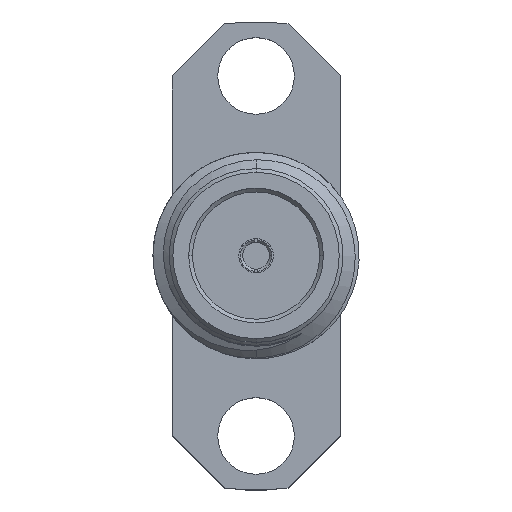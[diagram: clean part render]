
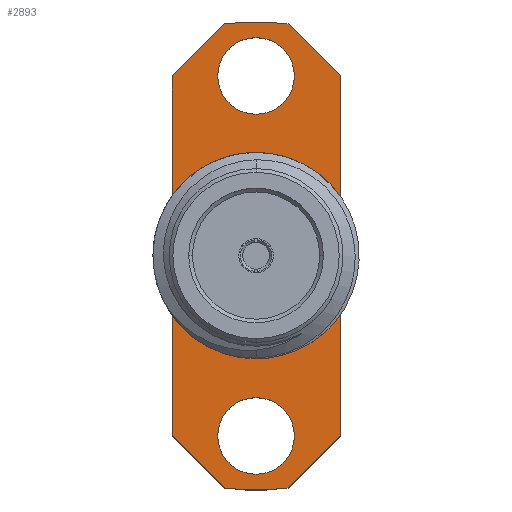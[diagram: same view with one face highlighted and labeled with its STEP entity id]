
A CAD part, top view. The second image highlights one B-rep face of the part: STEP entity #2893.
In plain terms, the highlighted planar face has unit normal (0, 0, 1).
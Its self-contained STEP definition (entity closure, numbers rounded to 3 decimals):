
#10 = CARTESIAN_POINT ( 'NONE',  ( 1.3, 6.11, 0. ) ) ;
#12 = DIRECTION ( 'NONE',  ( 1., 0., 0. ) ) ;
#37 = CARTESIAN_POINT ( 'NONE',  ( -1.3, -6.11, 0. ) ) ;
#41 = CARTESIAN_POINT ( 'NONE',  ( 2.85, 6.11, 0. ) ) ;
#124 = CARTESIAN_POINT ( 'NONE',  ( 0., 0., 0. ) ) ;
#130 = VERTEX_POINT ( 'NONE', #377 ) ;
#147 = AXIS2_PLACEMENT_3D ( 'NONE', #404, #799, #1155 ) ;
#161 = VERTEX_POINT ( 'NONE', #3361 ) ;
#209 = DIRECTION ( 'NONE',  ( 1., 0., 0. ) ) ;
#239 = ORIENTED_EDGE ( 'NONE', *, *, #3591, .F. ) ;
#243 = EDGE_CURVE ( 'NONE', #4001, #2902, #1510, .T. ) ;
#310 = FACE_BOUND ( 'NONE', #1868, .T. ) ;
#328 = VERTEX_POINT ( 'NONE', #873 ) ;
#371 = CARTESIAN_POINT ( 'NONE',  ( 2.85, -6.11, 0. ) ) ;
#372 = EDGE_LOOP ( 'NONE', ( #2978, #418 ) ) ;
#377 = CARTESIAN_POINT ( 'NONE',  ( 0., -2.675, 0. ) ) ;
#382 = DIRECTION ( 'NONE',  ( 0., 0., 1. ) ) ;
#404 = CARTESIAN_POINT ( 'NONE',  ( 0., -6.11, 0. ) ) ;
#410 = CARTESIAN_POINT ( 'NONE',  ( 2.85, -7.422, 0. ) ) ;
#418 = ORIENTED_EDGE ( 'NONE', *, *, #2779, .F. ) ;
#419 = FACE_BOUND ( 'NONE', #372, .T. ) ;
#488 = FACE_OUTER_BOUND ( 'NONE', #4316, .T. ) ;
#555 = CARTESIAN_POINT ( 'NONE',  ( 0., 0., 0. ) ) ;
#603 = EDGE_CURVE ( 'NONE', #898, #4570, #2831, .T. ) ;
#618 = ORIENTED_EDGE ( 'NONE', *, *, #1979, .T. ) ;
#720 = CARTESIAN_POINT ( 'NONE',  ( 0., -6.11, 0. ) ) ;
#799 = DIRECTION ( 'NONE',  ( 0., 0., 1. ) ) ;
#812 = DIRECTION ( 'NONE',  ( 0., 1., 0. ) ) ;
#856 = EDGE_CURVE ( 'NONE', #3764, #4442, #2898, .T. ) ;
#873 = CARTESIAN_POINT ( 'NONE',  ( 2.85, -6.11, 0. ) ) ;
#898 = VERTEX_POINT ( 'NONE', #2906 ) ;
#949 = ORIENTED_EDGE ( 'NONE', *, *, #3408, .T. ) ;
#991 = DIRECTION ( 'NONE',  ( 0., 0., 1. ) ) ;
#1050 = AXIS2_PLACEMENT_3D ( 'NONE', #1733, #991, #3553 ) ;
#1059 = VERTEX_POINT ( 'NONE', #10 ) ;
#1112 = ORIENTED_EDGE ( 'NONE', *, *, #3388, .F. ) ;
#1155 = DIRECTION ( 'NONE',  ( 1., 0., 0. ) ) ;
#1177 = VECTOR ( 'NONE', #812, 1000. ) ;
#1245 = DIRECTION ( 'NONE',  ( 1., 0., 0. ) ) ;
#1247 = LINE ( 'NONE', #371, #2294 ) ;
#1286 = FACE_BOUND ( 'NONE', #3608, .T. ) ;
#1318 = CARTESIAN_POINT ( 'NONE',  ( 1.084, 7.876, 0. ) ) ;
#1332 = ORIENTED_EDGE ( 'NONE', *, *, #1652, .T. ) ;
#1352 = DIRECTION ( 'NONE',  ( 0., 0., 1. ) ) ;
#1437 = CARTESIAN_POINT ( 'NONE',  ( -2.85, 6.11, 0. ) ) ;
#1510 = CIRCLE ( 'NONE', #2267, 7.95 ) ;
#1522 = EDGE_CURVE ( 'NONE', #2934, #130, #3070, .T. ) ;
#1568 = DIRECTION ( 'NONE',  ( 0., 0., 1. ) ) ;
#1643 = VERTEX_POINT ( 'NONE', #2213 ) ;
#1652 = EDGE_CURVE ( 'NONE', #4705, #161, #3767, .T. ) ;
#1707 = CARTESIAN_POINT ( 'NONE',  ( -1.3, 6.11, 0. ) ) ;
#1733 = CARTESIAN_POINT ( 'NONE',  ( 0., 6.11, 0. ) ) ;
#1747 = VECTOR ( 'NONE', #3430, 1000. ) ;
#1834 = CARTESIAN_POINT ( 'NONE',  ( -2.85, -7.422, 0. ) ) ;
#1868 = EDGE_LOOP ( 'NONE', ( #239, #4165 ) ) ;
#1932 = ORIENTED_EDGE ( 'NONE', *, *, #243, .T. ) ;
#1946 = EDGE_CURVE ( 'NONE', #161, #3764, #3983, .T. ) ;
#1979 = EDGE_CURVE ( 'NONE', #2902, #328, #1247, .T. ) ;
#2032 = LINE ( 'NONE', #41, #1747 ) ;
#2079 = EDGE_CURVE ( 'NONE', #4001, #4442, #4325, .T. ) ;
#2095 = CIRCLE ( 'NONE', #3481, 1.3 ) ;
#2210 = DIRECTION ( 'NONE',  ( 1., 0., 0. ) ) ;
#2213 = CARTESIAN_POINT ( 'NONE',  ( 2.85, 6.11, 0. ) ) ;
#2245 = DIRECTION ( 'NONE',  ( 0., 0., 1. ) ) ;
#2252 = DIRECTION ( 'NONE',  ( -0.707, -0.707, 0. ) ) ;
#2258 = CARTESIAN_POINT ( 'NONE',  ( 0., 0., 0. ) ) ;
#2267 = AXIS2_PLACEMENT_3D ( 'NONE', #555, #4220, #1245 ) ;
#2287 = CIRCLE ( 'NONE', #2962, 2.675 ) ;
#2294 = VECTOR ( 'NONE', #2621, 1000. ) ;
#2417 = EDGE_CURVE ( 'NONE', #130, #2934, #2287, .T. ) ;
#2458 = ORIENTED_EDGE ( 'NONE', *, *, #1522, .F. ) ;
#2477 = DIRECTION ( 'NONE',  ( 0., 0., 1. ) ) ;
#2621 = DIRECTION ( 'NONE',  ( 0.707, 0.707, 0. ) ) ;
#2661 = VECTOR ( 'NONE', #2958, 1000. ) ;
#2676 = AXIS2_PLACEMENT_3D ( 'NONE', #3988, #1352, #4326 ) ;
#2700 = ORIENTED_EDGE ( 'NONE', *, *, #2417, .F. ) ;
#2779 = EDGE_CURVE ( 'NONE', #4570, #898, #4254, .T. ) ;
#2831 = CIRCLE ( 'NONE', #147, 1.3 ) ;
#2855 = EDGE_CURVE ( 'NONE', #3613, #1059, #3614, .T. ) ;
#2873 = VECTOR ( 'NONE', #2252, 1000. ) ;
#2893 = ADVANCED_FACE ( 'NONE', ( #1286, #419, #310, #488 ), #3935, .T. ) ;
#2898 = LINE ( 'NONE', #1834, #2661 ) ;
#2902 = VERTEX_POINT ( 'NONE', #4660 ) ;
#2906 = CARTESIAN_POINT ( 'NONE',  ( 1.3, -6.11, 0. ) ) ;
#2934 = VERTEX_POINT ( 'NONE', #4691 ) ;
#2936 = AXIS2_PLACEMENT_3D ( 'NONE', #720, #4461, #2210 ) ;
#2958 = DIRECTION ( 'NONE',  ( 0., -1., 0. ) ) ;
#2962 = AXIS2_PLACEMENT_3D ( 'NONE', #124, #1568, #4568 ) ;
#2978 = ORIENTED_EDGE ( 'NONE', *, *, #603, .F. ) ;
#3070 = CIRCLE ( 'NONE', #3934, 2.675 ) ;
#3216 = ORIENTED_EDGE ( 'NONE', *, *, #2079, .F. ) ;
#3330 = LINE ( 'NONE', #410, #1177 ) ;
#3345 = VECTOR ( 'NONE', #3809, 1000. ) ;
#3361 = CARTESIAN_POINT ( 'NONE',  ( -1.084, 7.876, 0. ) ) ;
#3388 = EDGE_CURVE ( 'NONE', #4705, #1643, #2032, .T. ) ;
#3390 = DIRECTION ( 'NONE',  ( 0., -1., 0. ) ) ;
#3408 = EDGE_CURVE ( 'NONE', #328, #1643, #3330, .T. ) ;
#3430 = DIRECTION ( 'NONE',  ( 0.707, -0.707, 0. ) ) ;
#3481 = AXIS2_PLACEMENT_3D ( 'NONE', #4697, #2477, #209 ) ;
#3553 = DIRECTION ( 'NONE',  ( 1., 0., 0. ) ) ;
#3591 = EDGE_CURVE ( 'NONE', #1059, #3613, #2095, .T. ) ;
#3608 = EDGE_LOOP ( 'NONE', ( #2700, #2458 ) ) ;
#3613 = VERTEX_POINT ( 'NONE', #1707 ) ;
#3614 = CIRCLE ( 'NONE', #1050, 1.3 ) ;
#3717 = CARTESIAN_POINT ( 'NONE',  ( -2.85, 6.11, 0. ) ) ;
#3762 = ORIENTED_EDGE ( 'NONE', *, *, #856, .T. ) ;
#3764 = VERTEX_POINT ( 'NONE', #1437 ) ;
#3767 = CIRCLE ( 'NONE', #4240, 7.95 ) ;
#3809 = DIRECTION ( 'NONE',  ( -0.707, 0.707, 0. ) ) ;
#3934 = AXIS2_PLACEMENT_3D ( 'NONE', #2258, #382, #3390 ) ;
#3935 = PLANE ( 'NONE',  #2676 ) ;
#3983 = LINE ( 'NONE', #3717, #2873 ) ;
#3988 = CARTESIAN_POINT ( 'NONE',  ( 0., 0., 0. ) ) ;
#4001 = VERTEX_POINT ( 'NONE', #4178 ) ;
#4106 = CARTESIAN_POINT ( 'NONE',  ( -2.85, -6.11, 0. ) ) ;
#4165 = ORIENTED_EDGE ( 'NONE', *, *, #2855, .F. ) ;
#4178 = CARTESIAN_POINT ( 'NONE',  ( -1.084, -7.876, 0. ) ) ;
#4220 = DIRECTION ( 'NONE',  ( 0., 0., 1. ) ) ;
#4240 = AXIS2_PLACEMENT_3D ( 'NONE', #4474, #2245, #12 ) ;
#4254 = CIRCLE ( 'NONE', #2936, 1.3 ) ;
#4316 = EDGE_LOOP ( 'NONE', ( #3762, #3216, #1932, #618, #949, #1112, #1332, #4422 ) ) ;
#4325 = LINE ( 'NONE', #4531, #3345 ) ;
#4326 = DIRECTION ( 'NONE',  ( 1., 0., 0. ) ) ;
#4422 = ORIENTED_EDGE ( 'NONE', *, *, #1946, .T. ) ;
#4442 = VERTEX_POINT ( 'NONE', #4106 ) ;
#4461 = DIRECTION ( 'NONE',  ( 0., 0., 1. ) ) ;
#4474 = CARTESIAN_POINT ( 'NONE',  ( 0., 0., 0. ) ) ;
#4531 = CARTESIAN_POINT ( 'NONE',  ( -2.85, -6.11, 0. ) ) ;
#4568 = DIRECTION ( 'NONE',  ( 0., -1., 0. ) ) ;
#4570 = VERTEX_POINT ( 'NONE', #37 ) ;
#4660 = CARTESIAN_POINT ( 'NONE',  ( 1.084, -7.876, 0. ) ) ;
#4691 = CARTESIAN_POINT ( 'NONE',  ( 0., 2.675, 0. ) ) ;
#4697 = CARTESIAN_POINT ( 'NONE',  ( 0., 6.11, 0. ) ) ;
#4705 = VERTEX_POINT ( 'NONE', #1318 ) ;
